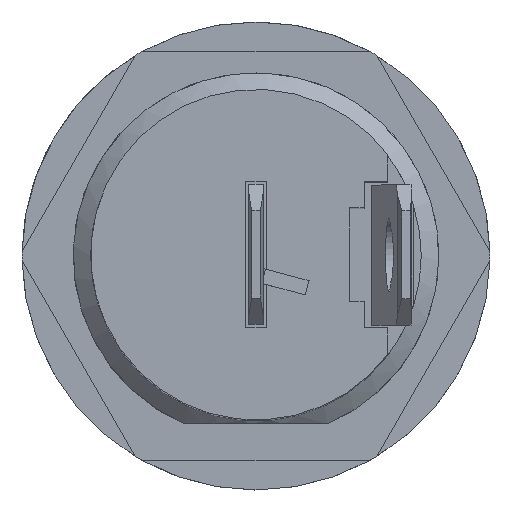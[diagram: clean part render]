
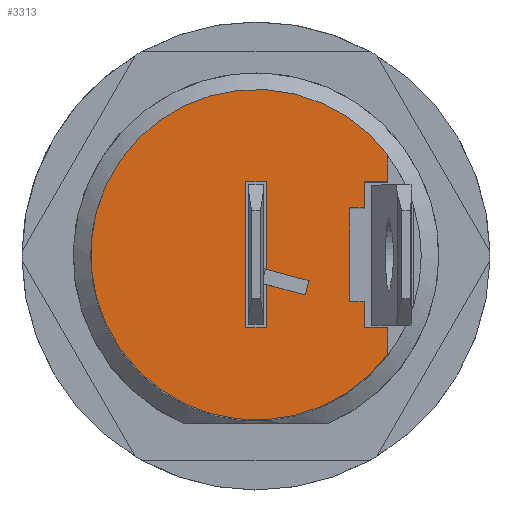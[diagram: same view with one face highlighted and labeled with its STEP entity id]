
A CAD part, top view. The second image highlights one B-rep face of the part: STEP entity #3313.
In plain terms, the highlighted planar face has unit normal (0, 0, 1).
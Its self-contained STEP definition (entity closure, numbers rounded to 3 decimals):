
#1371 = EDGE_CURVE( '', #4434, #4435, #4436, .T. );
#1628 = EDGE_CURVE( '', #4882, #4883, #4884, .T. );
#1733 = EDGE_CURVE( '', #5051, #5052, #5053, .T. );
#1776 = EDGE_CURVE( '', #5119, #5120, #5121, .T. );
#2448 = EDGE_CURVE( '', #4435, #6134, #6135, .T. );
#2507 = EDGE_CURVE( '', #6216, #6134, #6217, .T. );
#2704 = EDGE_CURVE( '', #4778, #5065, #6482, .T. );
#2861 = EDGE_CURVE( '', #6678, #6216, #6679, .T. );
#3131 = EDGE_CURVE( '', #7021, #4883, #7022, .T. );
#3313 = ADVANCED_FACE( '', ( #7238, #7239 ), #7240, .T. );
#3780 = EDGE_CURVE( '', #5065, #5119, #7794, .T. );
#3794 = EDGE_CURVE( '', #5120, #4778, #7811, .T. );
#4116 = EDGE_CURVE( '', #7021, #5052, #8177, .T. );
#4124 = EDGE_CURVE( '', #4434, #5051, #8188, .T. );
#4307 = EDGE_CURVE( '', #6678, #4882, #8403, .T. );
#4434 = VERTEX_POINT( '', #8537 );
#4435 = VERTEX_POINT( '', #8538 );
#4436 = LINE( '', #8539, #8540 );
#4778 = VERTEX_POINT( '', #9031 );
#4882 = VERTEX_POINT( '', #9184 );
#4883 = VERTEX_POINT( '', #9185 );
#4884 = LINE( '', #9186, #9187 );
#5051 = VERTEX_POINT( '', #9420 );
#5052 = VERTEX_POINT( '', #9421 );
#5053 = LINE( '', #9422, #9423 );
#5065 = VERTEX_POINT( '', #9442 );
#5119 = VERTEX_POINT( '', #9521 );
#5120 = VERTEX_POINT( '', #9522 );
#5121 = LINE( '', #9523, #9524 );
#6134 = VERTEX_POINT( '', #11322 );
#6135 = LINE( '', #11323, #11324 );
#6216 = VERTEX_POINT( '', #11477 );
#6217 = LINE( '', #11478, #11479 );
#6482 = LINE( '', #11947, #11948 );
#6678 = VERTEX_POINT( '', #12332 );
#6679 = LINE( '', #12333, #12334 );
#7021 = VERTEX_POINT( '', #12884 );
#7022 = CIRCLE( '', #12885, 5.65 );
#7238 = FACE_OUTER_BOUND( '', #13244, .T. );
#7239 = FACE_BOUND( '', #13245, .T. );
#7240 = PLANE( '', #13246 );
#7794 = LINE( '', #14348, #14349 );
#7811 = LINE( '', #14375, #14376 );
#8177 = LINE( '', #15127, #15128 );
#8188 = LINE( '', #15142, #15143 );
#8403 = LINE( '', #15613, #15614 );
#8537 = CARTESIAN_POINT( '', ( 3.7, 1.6, 35.5 ) );
#8538 = CARTESIAN_POINT( '', ( 3.2, 1.6, 35.5 ) );
#8539 = CARTESIAN_POINT( '', ( 3.7, 1.6, 35.5 ) );
#8540 = VECTOR( '', #15817, 1000. );
#9031 = CARTESIAN_POINT( '', ( -0.35, 2.5, 35.5 ) );
#9184 = CARTESIAN_POINT( '', ( 4.5, -2.5, 35.5 ) );
#9185 = CARTESIAN_POINT( '', ( 4.5, -3.417, 35.5 ) );
#9186 = CARTESIAN_POINT( '', ( 4.5, -2.5, 35.5 ) );
#9187 = VECTOR( '', #16395, 1000. );
#9420 = CARTESIAN_POINT( '', ( 3.7, 2.5, 35.5 ) );
#9421 = CARTESIAN_POINT( '', ( 4.5, 2.5, 35.5 ) );
#9422 = CARTESIAN_POINT( '', ( 3.7, 2.5, 35.5 ) );
#9423 = VECTOR( '', #16563, 1000. );
#9442 = CARTESIAN_POINT( '', ( 0.35, 2.5, 35.5 ) );
#9521 = CARTESIAN_POINT( '', ( 0.35, -2.5, 35.5 ) );
#9522 = CARTESIAN_POINT( '', ( -0.35, -2.5, 35.5 ) );
#9523 = CARTESIAN_POINT( '', ( 0.35, -2.5, 35.5 ) );
#9524 = VECTOR( '', #16617, 1000. );
#11322 = CARTESIAN_POINT( '', ( 3.2, -1.6, 35.5 ) );
#11323 = CARTESIAN_POINT( '', ( 3.2, 1.6, 35.5 ) );
#11324 = VECTOR( '', #17599, 1000. );
#11477 = CARTESIAN_POINT( '', ( 3.7, -1.6, 35.5 ) );
#11478 = CARTESIAN_POINT( '', ( 3.7, -1.6, 35.5 ) );
#11479 = VECTOR( '', #17686, 1000. );
#11947 = CARTESIAN_POINT( '', ( -0.35, 2.5, 35.5 ) );
#11948 = VECTOR( '', #17917, 1000. );
#12332 = CARTESIAN_POINT( '', ( 3.7, -2.5, 35.5 ) );
#12333 = CARTESIAN_POINT( '', ( 3.7, -2.5, 35.5 ) );
#12334 = VECTOR( '', #18127, 1000. );
#12884 = CARTESIAN_POINT( '', ( 4.5, 3.417, 35.5 ) );
#12885 = AXIS2_PLACEMENT_3D( '', #18471, #18472, #18473 );
#13244 = EDGE_LOOP( '', ( #18680, #18681, #18682, #18683, #18684, #18685, #18686, #18687, #18688, #18689 ) );
#13245 = EDGE_LOOP( '', ( #18690, #18691, #18692, #18693 ) );
#13246 = AXIS2_PLACEMENT_3D( '', #18694, #18695, #18696 );
#14348 = CARTESIAN_POINT( '', ( 0.35, 2.5, 35.5 ) );
#14349 = VECTOR( '', #19351, 1000. );
#14375 = CARTESIAN_POINT( '', ( -0.35, -2.5, 35.5 ) );
#14376 = VECTOR( '', #19383, 1000. );
#15127 = CARTESIAN_POINT( '', ( 4.5, 3.417, 35.5 ) );
#15128 = VECTOR( '', #19790, 1000. );
#15142 = CARTESIAN_POINT( '', ( 3.7, 1.6, 35.5 ) );
#15143 = VECTOR( '', #19811, 1000. );
#15613 = CARTESIAN_POINT( '', ( 3.7, -2.5, 35.5 ) );
#15614 = VECTOR( '', #20148, 1000. );
#15817 = DIRECTION( '', ( -1., 0., 0. ) );
#16395 = DIRECTION( '', ( 0., -1., 0. ) );
#16563 = DIRECTION( '', ( 1., 0., 0. ) );
#16617 = DIRECTION( '', ( -1., 0., 0. ) );
#17599 = DIRECTION( '', ( 0., -1., 0. ) );
#17686 = DIRECTION( '', ( -1., 0., 0. ) );
#17917 = DIRECTION( '', ( 1., 0., 0. ) );
#18127 = DIRECTION( '', ( 0., 1., 0. ) );
#18471 = CARTESIAN_POINT( '', ( 0., 0., 35.5 ) );
#18472 = DIRECTION( '', ( 0., 0., 1. ) );
#18473 = DIRECTION( '', ( 0.796, 0.605, 0. ) );
#18680 = ORIENTED_EDGE( '', *, *, #3131, .T. );
#18681 = ORIENTED_EDGE( '', *, *, #1628, .F. );
#18682 = ORIENTED_EDGE( '', *, *, #4307, .F. );
#18683 = ORIENTED_EDGE( '', *, *, #2861, .T. );
#18684 = ORIENTED_EDGE( '', *, *, #2507, .T. );
#18685 = ORIENTED_EDGE( '', *, *, #2448, .F. );
#18686 = ORIENTED_EDGE( '', *, *, #1371, .F. );
#18687 = ORIENTED_EDGE( '', *, *, #4124, .T. );
#18688 = ORIENTED_EDGE( '', *, *, #1733, .T. );
#18689 = ORIENTED_EDGE( '', *, *, #4116, .F. );
#18690 = ORIENTED_EDGE( '', *, *, #2704, .T. );
#18691 = ORIENTED_EDGE( '', *, *, #3780, .T. );
#18692 = ORIENTED_EDGE( '', *, *, #1776, .T. );
#18693 = ORIENTED_EDGE( '', *, *, #3794, .T. );
#18694 = CARTESIAN_POINT( '', ( 5.788, -10.013, 35.5 ) );
#18695 = DIRECTION( '', ( 0., 0., 1. ) );
#18696 = DIRECTION( '', ( 0., 1., 0. ) );
#19351 = DIRECTION( '', ( 0., -1., 0. ) );
#19383 = DIRECTION( '', ( 0., 1., 0. ) );
#19790 = DIRECTION( '', ( 0., -1., 0. ) );
#19811 = DIRECTION( '', ( 0., 1., 0. ) );
#20148 = DIRECTION( '', ( 1., 0., 0. ) );
